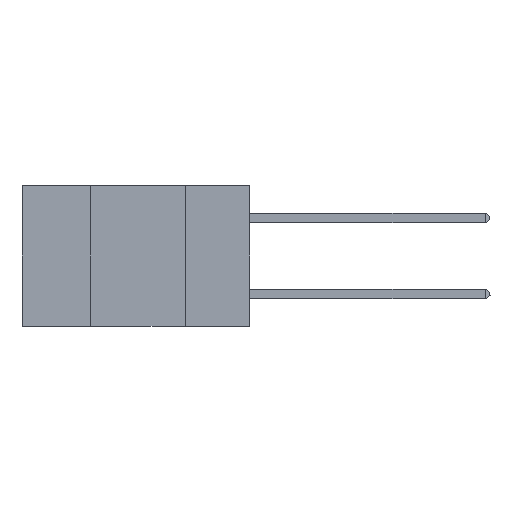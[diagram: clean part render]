
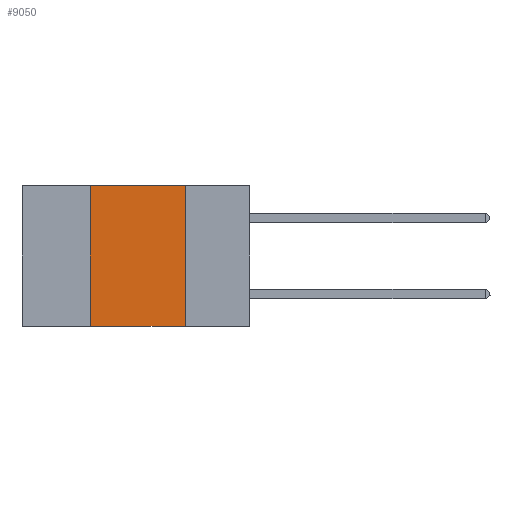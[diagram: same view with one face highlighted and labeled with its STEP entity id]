
A CAD part, left-side view. The second image highlights one B-rep face of the part: STEP entity #9050.
In plain terms, the highlighted planar face has unit normal (-1, 0, 0).
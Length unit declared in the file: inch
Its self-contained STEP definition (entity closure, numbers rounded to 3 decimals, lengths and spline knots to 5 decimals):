
#866 = EDGE_CURVE ( 'NONE', #4144, #12980, #9003, .T. ) ;
#1133 = CARTESIAN_POINT ( 'NONE',  ( 0., 0.17, 0. ) ) ;
#1242 = LINE ( 'NONE', #11189, #7041 ) ;
#1936 = PLANE ( 'NONE',  #4541 ) ;
#2547 = VECTOR ( 'NONE', #13446, 39.37008 ) ;
#2975 = ORIENTED_EDGE ( 'NONE', *, *, #866, .F. ) ;
#3029 = EDGE_LOOP ( 'NONE', ( #14312, #2975, #6713, #14111 ) ) ;
#4144 = VERTEX_POINT ( 'NONE', #12227 ) ;
#4541 = AXIS2_PLACEMENT_3D ( 'NONE', #6576, #11115, #14538 ) ;
#4746 = EDGE_CURVE ( 'NONE', #6784, #10579, #13832, .T. ) ;
#5327 = EDGE_CURVE ( 'NONE', #6784, #4144, #1242, .T. ) ;
#5377 = DIRECTION ( 'NONE',  ( 0., 0., 1. ) ) ;
#5689 = VECTOR ( 'NONE', #9152, 39.37008 ) ;
#6145 = VECTOR ( 'NONE', #11258, 39.37008 ) ;
#6576 = CARTESIAN_POINT ( 'NONE',  ( 0., 0.6, 0. ) ) ;
#6699 = CARTESIAN_POINT ( 'NONE',  ( 0., 0.6, -0.37 ) ) ;
#6713 = ORIENTED_EDGE ( 'NONE', *, *, #5327, .F. ) ;
#6784 = VERTEX_POINT ( 'NONE', #9361 ) ;
#6841 = CARTESIAN_POINT ( 'NONE',  ( 0., 0.6, 0. ) ) ;
#7041 = VECTOR ( 'NONE', #5377, 39.37008 ) ;
#7658 = FACE_OUTER_BOUND ( 'NONE', #3029, .T. ) ;
#8375 = LINE ( 'NONE', #9350, #5689 ) ;
#9003 = LINE ( 'NONE', #6841, #6145 ) ;
#9050 = ADVANCED_FACE ( 'NONE', ( #7658 ), #1936, .F. ) ;
#9152 = DIRECTION ( 'NONE',  ( 0., 0., -1. ) ) ;
#9350 = CARTESIAN_POINT ( 'NONE',  ( 0., 0.17, 0. ) ) ;
#9361 = CARTESIAN_POINT ( 'NONE',  ( 0., 0.42, -0.37 ) ) ;
#10013 = CARTESIAN_POINT ( 'NONE',  ( 0., 0.17, -0.37 ) ) ;
#10579 = VERTEX_POINT ( 'NONE', #10013 ) ;
#11115 = DIRECTION ( 'NONE',  ( 1., 0., 0. ) ) ;
#11189 = CARTESIAN_POINT ( 'NONE',  ( 0., 0.42, 0. ) ) ;
#11258 = DIRECTION ( 'NONE',  ( 0., -1., 0. ) ) ;
#12227 = CARTESIAN_POINT ( 'NONE',  ( 0., 0.42, 0. ) ) ;
#12980 = VERTEX_POINT ( 'NONE', #1133 ) ;
#13446 = DIRECTION ( 'NONE',  ( 0., -1., 0. ) ) ;
#13572 = EDGE_CURVE ( 'NONE', #12980, #10579, #8375, .T. ) ;
#13832 = LINE ( 'NONE', #6699, #2547 ) ;
#14111 = ORIENTED_EDGE ( 'NONE', *, *, #4746, .T. ) ;
#14312 = ORIENTED_EDGE ( 'NONE', *, *, #13572, .F. ) ;
#14538 = DIRECTION ( 'NONE',  ( 0., 0., -1. ) ) ;
